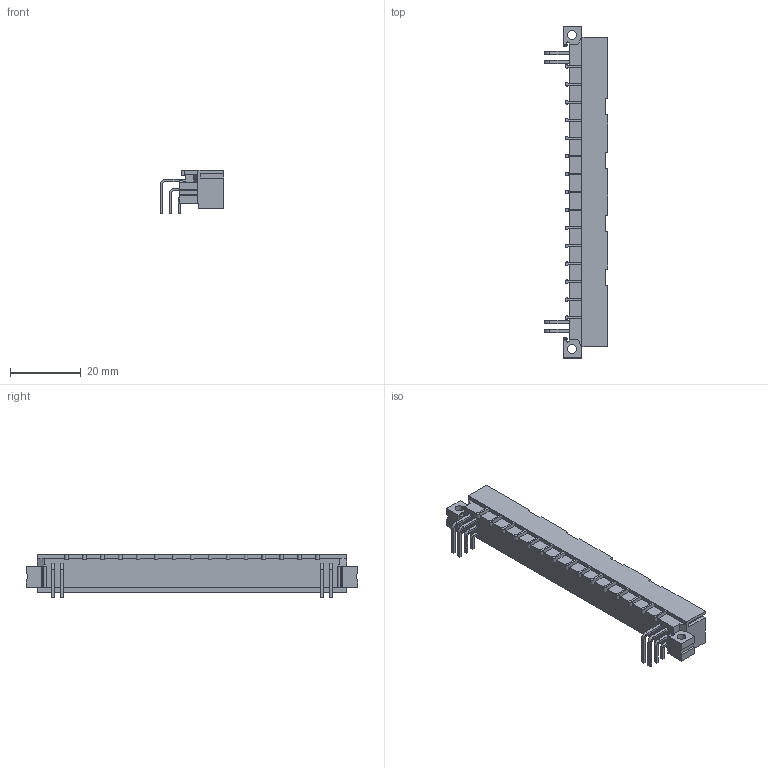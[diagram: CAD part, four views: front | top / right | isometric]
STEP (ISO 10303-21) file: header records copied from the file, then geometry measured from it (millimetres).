
FILE_DESCRIPTION(/* description */ (''),/* implementation_level */ '2;1');
FILE_NAME(/* name */ 'ERNI_374543.stp',/* time_stamp */ '2015-05-19T16:30:14+02:00',/* author */ ('admchouv'),/* organization */ ('ERNI Electronics GmbH'),/* preprocessor_version */ 'ST-DEVELOPER v15.5',/* originating_system */ 'AutoCAD Mechanical',/* authorisation */ '');
FILE_SCHEMA (('AUTOMOTIVE_DESIGN { 1 0 10303 214 3 1 1 }'));
Length unit declared in the file: millimetre
Products named in the file (1): Product
Bounding box: 18.07 x 94 x 12.22 mm (x, y, z)
Volume: 4959.5 mm3; surface area: 6305.1 mm2
Topology: 41 solids, 41 shells, 543 faces, 1356 edges, 895 vertices
Faces by surface type: plane 491, cylinder 48, cone 4
Full cylindrical faces by diameter (mm): 2.5 x2
Entity records: 15903 total; most frequent: CARTESIAN_POINT 2793, ORIENTED_EDGE 2708, DIRECTION 2547, EDGE_CURVE 1354, LINE 1249, VECTOR 1249, VERTEX_POINT 895, AXIS2_PLACEMENT_3D 649
